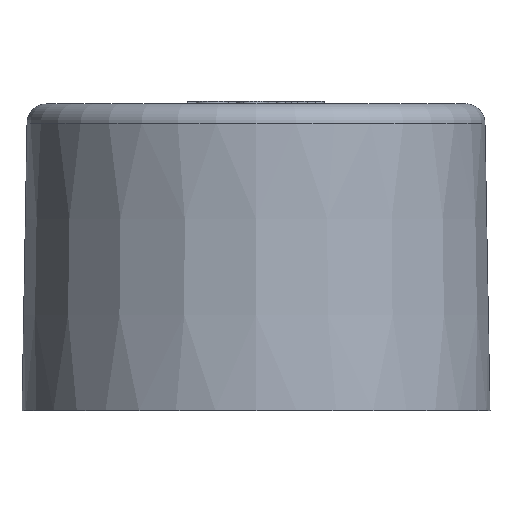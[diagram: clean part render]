
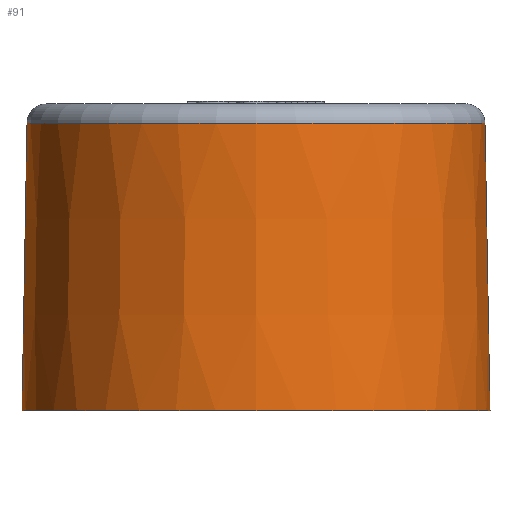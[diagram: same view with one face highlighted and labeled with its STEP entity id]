
A CAD part, front view. The second image highlights one B-rep face of the part: STEP entity #91.
In plain terms, the highlighted conical face has half-angle 1 degrees and reference radius 48.074 mm.
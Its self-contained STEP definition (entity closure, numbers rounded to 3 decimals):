
#91 = ADVANCED_FACE( '', ( #188, #189 ), #190, .T. );
#188 = FACE_BOUND( '', #346, .T. );
#189 = FACE_OUTER_BOUND( '', #347, .T. );
#190 = CONICAL_SURFACE( '', #348, 48.074, 0.017 );
#346 = EDGE_LOOP( '', ( #682 ) );
#347 = EDGE_LOOP( '', ( #683 ) );
#348 = AXIS2_PLACEMENT_3D( '', #684, #685, #686 );
#682 = ORIENTED_EDGE( '', *, *, #1125, .F. );
#683 = ORIENTED_EDGE( '', *, *, #1096, .T. );
#684 = CARTESIAN_POINT( '', ( 0., 0., 0. ) );
#685 = DIRECTION( '', ( 0., 0., -1. ) );
#686 = DIRECTION( '', ( -1., 0., 0. ) );
#1096 = EDGE_CURVE( '', #1280, #1280, #1281, .T. );
#1125 = EDGE_CURVE( '', #1329, #1329, #1330, .T. );
#1280 = VERTEX_POINT( '', #1644 );
#1281 = CIRCLE( '', #1645, 48.074 );
#1329 = VERTEX_POINT( '', #1849 );
#1330 = CIRCLE( '', #1850, 47.043 );
#1644 = CARTESIAN_POINT( '', ( 48.074, 0., 0. ) );
#1645 = AXIS2_PLACEMENT_3D( '', #2093, #2094, #2095 );
#1849 = CARTESIAN_POINT( '', ( 47.043, 0., 59.07 ) );
#1850 = AXIS2_PLACEMENT_3D( '', #2109, #2110, #2111 );
#2093 = CARTESIAN_POINT( '', ( 0., 0., 0. ) );
#2094 = DIRECTION( '', ( 0., 0., 1. ) );
#2095 = DIRECTION( '', ( 1., 0., 0. ) );
#2109 = CARTESIAN_POINT( '', ( 0., 0., 59.07 ) );
#2110 = DIRECTION( '', ( 0., 0., 1. ) );
#2111 = DIRECTION( '', ( 1., 0., 0. ) );
